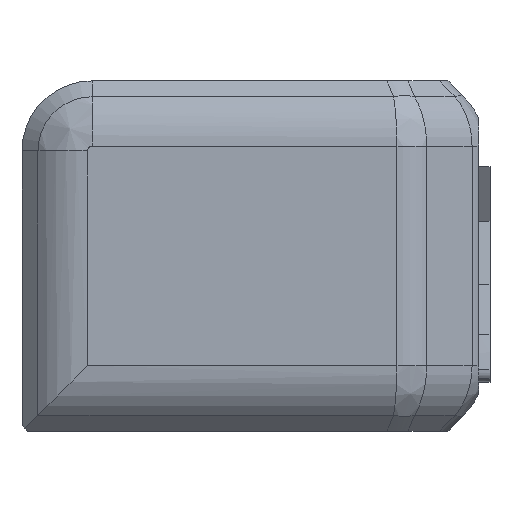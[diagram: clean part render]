
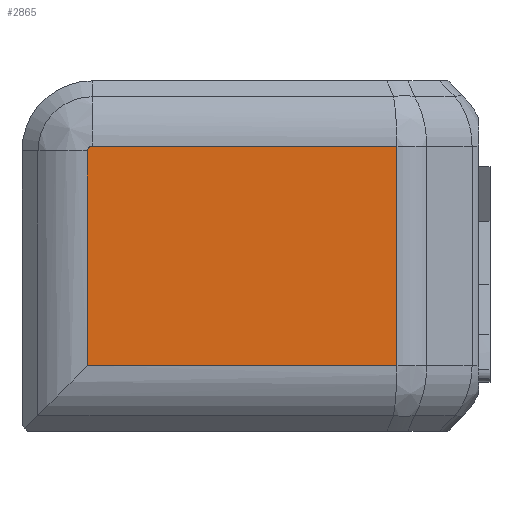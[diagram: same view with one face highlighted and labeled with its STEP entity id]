
A CAD part, left-side view. The second image highlights one B-rep face of the part: STEP entity #2865.
In plain terms, the highlighted planar face has unit normal (-1, 0, 0).
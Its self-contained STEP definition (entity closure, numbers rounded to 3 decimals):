
#234=PLANE('',#3037);
#350=FACE_OUTER_BOUND('',#527,.T.);
#527=EDGE_LOOP('',(#2323,#2324,#2325,#2326,#2327));
#760=LINE('',#4957,#1023);
#761=LINE('',#4959,#1024);
#762=LINE('',#4961,#1025);
#763=LINE('',#4964,#1026);
#1023=VECTOR('',#3450,1000.);
#1024=VECTOR('',#3451,1000.);
#1025=VECTOR('',#3452,1000.);
#1026=VECTOR('',#3455,1000.);
#1177=CIRCLE('',#3038,0.329);
#1375=VERTEX_POINT('',#4955);
#1376=VERTEX_POINT('',#4956);
#1377=VERTEX_POINT('',#4958);
#1378=VERTEX_POINT('',#4960);
#1379=VERTEX_POINT('',#4962);
#1706=EDGE_CURVE('',#1375,#1376,#760,.T.);
#1707=EDGE_CURVE('',#1376,#1377,#761,.T.);
#1708=EDGE_CURVE('',#1377,#1378,#762,.F.);
#1709=EDGE_CURVE('',#1378,#1379,#1177,.T.);
#1710=EDGE_CURVE('',#1379,#1375,#763,.F.);
#2323=ORIENTED_EDGE('',*,*,#1706,.T.);
#2324=ORIENTED_EDGE('',*,*,#1707,.T.);
#2325=ORIENTED_EDGE('',*,*,#1708,.T.);
#2326=ORIENTED_EDGE('',*,*,#1709,.T.);
#2327=ORIENTED_EDGE('',*,*,#1710,.T.);
#2865=ADVANCED_FACE('',(#350),#234,.T.);
#3037=AXIS2_PLACEMENT_3D('',#4954,#3448,#3449);
#3038=AXIS2_PLACEMENT_3D('',#4963,#3453,#3454);
#3448=DIRECTION('center_axis',(-1.,0.,0.));
#3449=DIRECTION('ref_axis',(0.,-1.,0.));
#3450=DIRECTION('',(0.,-1.,0.));
#3451=DIRECTION('',(0.,0.,1.));
#3452=DIRECTION('',(0.,-1.,0.));
#3453=DIRECTION('center_axis',(-1.,0.,0.));
#3454=DIRECTION('ref_axis',(0.,-1.,0.));
#3455=DIRECTION('',(0.,0.,1.));
#4954=CARTESIAN_POINT('Origin',(-60.,-13.5,25.));
#4955=CARTESIAN_POINT('',(-60.,-1.671,4.671));
#4956=CARTESIAN_POINT('',(-60.,-23.757,4.671));
#4957=CARTESIAN_POINT('',(-60.,-13.5,4.671));
#4958=CARTESIAN_POINT('',(-60.,-23.757,20.329));
#4959=CARTESIAN_POINT('',(-60.,-23.757,25.));
#4960=CARTESIAN_POINT('',(-60.,-2.,20.329));
#4961=CARTESIAN_POINT('',(-60.,-13.5,20.329));
#4962=CARTESIAN_POINT('',(-60.,-1.671,20.));
#4963=CARTESIAN_POINT('Origin',(-60.,-2.,20.));
#4964=CARTESIAN_POINT('',(-60.,-1.671,25.));
